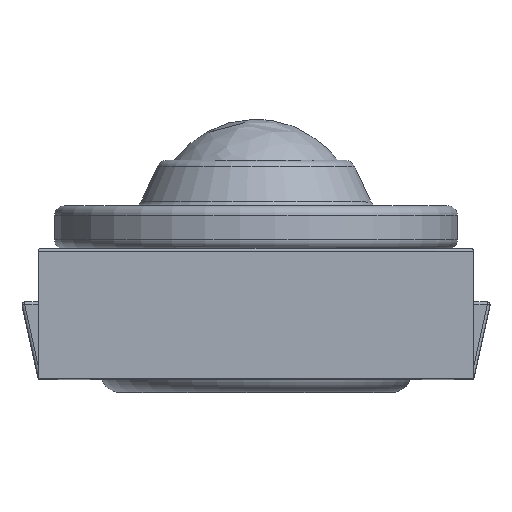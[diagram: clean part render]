
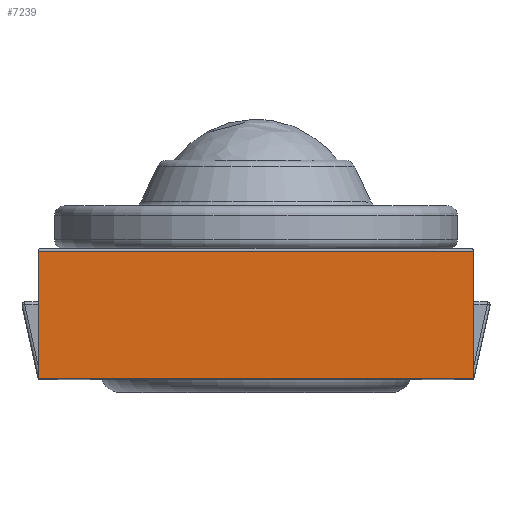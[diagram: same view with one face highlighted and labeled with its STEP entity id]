
A CAD part, top view. The second image highlights one B-rep face of the part: STEP entity #7239.
In plain terms, the highlighted planar face has unit normal (0, 0, 1).
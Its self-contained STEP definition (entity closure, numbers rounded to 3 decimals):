
#83=PLANE('',#7804);
#486=LINE('',#10725,#1178);
#516=LINE('',#10818,#1208);
#654=LINE('',#11266,#1346);
#717=LINE('',#11419,#1409);
#1178=VECTOR('',#8466,9.8);
#1208=VECTOR('',#8530,9.8);
#1346=VECTOR('',#8898,33.4);
#1409=VECTOR('',#9037,33.4);
#1861=FACE_OUTER_BOUND('',#2283,.T.);
#2283=EDGE_LOOP('',(#5161,#5162,#5163,#5164));
#3045=VERTEX_POINT('',#10723);
#3046=VERTEX_POINT('',#10724);
#3091=VERTEX_POINT('',#10815);
#3092=VERTEX_POINT('',#10817);
#3701=EDGE_CURVE('',#3045,#3046,#486,.T.);
#3747=EDGE_CURVE('',#3092,#3091,#516,.T.);
#3963=EDGE_CURVE('',#3045,#3092,#654,.T.);
#4054=EDGE_CURVE('',#3091,#3046,#717,.T.);
#5161=ORIENTED_EDGE('',*,*,#3747,.T.);
#5162=ORIENTED_EDGE('',*,*,#4054,.T.);
#5163=ORIENTED_EDGE('',*,*,#3701,.F.);
#5164=ORIENTED_EDGE('',*,*,#3963,.T.);
#7239=ADVANCED_FACE('',(#1861),#83,.T.);
#7804=AXIS2_PLACEMENT_3D('',#11418,#9035,#9036);
#8466=DIRECTION('',(0.,1.,0.));
#8530=DIRECTION('',(0.,1.,0.));
#8898=DIRECTION('',(1.,0.,0.));
#9035=DIRECTION('center_axis',(0.,0.,1.));
#9036=DIRECTION('ref_axis',(1.,0.,0.));
#9037=DIRECTION('',(-1.,0.,0.));
#10723=CARTESIAN_POINT('',(-16.7,-10.,25.));
#10724=CARTESIAN_POINT('',(-16.7,-0.2,25.));
#10725=CARTESIAN_POINT('',(-16.7,-10.,25.));
#10815=CARTESIAN_POINT('',(16.7,-0.2,25.));
#10817=CARTESIAN_POINT('',(16.7,-10.,25.));
#10818=CARTESIAN_POINT('',(16.7,-10.,25.));
#11266=CARTESIAN_POINT('',(16.7,-10.,25.));
#11418=CARTESIAN_POINT('Origin',(16.7,-10.,25.));
#11419=CARTESIAN_POINT('',(16.7,-0.2,25.));
